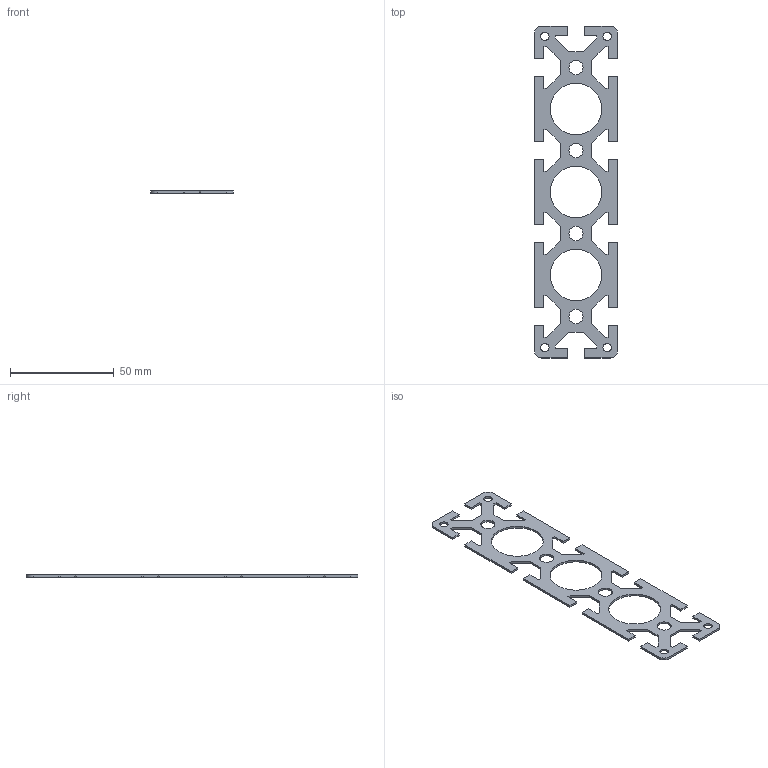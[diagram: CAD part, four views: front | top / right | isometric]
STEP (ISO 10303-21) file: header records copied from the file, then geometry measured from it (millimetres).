
FILE_DESCRIPTION((''),'2;1');
FILE_NAME('SP460_extern.ipt.step','2007-09-10T15:10:07',(''),(''),'Autodesk Inventor 11','Autodesk Inventor 11','');
FILE_SCHEMA(('AUTOMOTIVE_DESIGN { 1 0 10303 214 1 1 1 1 }'));
Length unit declared in the file: millimetre
Products named in the file (1): SP460_extern
Bounding box: 40 x 160 x 1 mm (x, y, z)
Volume: 3193.2 mm3; surface area: 7559.3 mm2
Topology: 1 solids, 1 shells, 121 faces, 368 edges, 249 vertices
Faces by surface type: plane 106, cylinder 9, bspline 6
Full cylindrical faces by diameter (mm): 4 x2, 6.8 x2, 25 x1
Entity records: 4071 total; most frequent: CARTESIAN_POINT 808, ORIENTED_EDGE 692, DIRECTION 608, EDGE_CURVE 346, VECTOR 316, LINE 316, VERTEX_POINT 238, EDGE_LOOP 154
